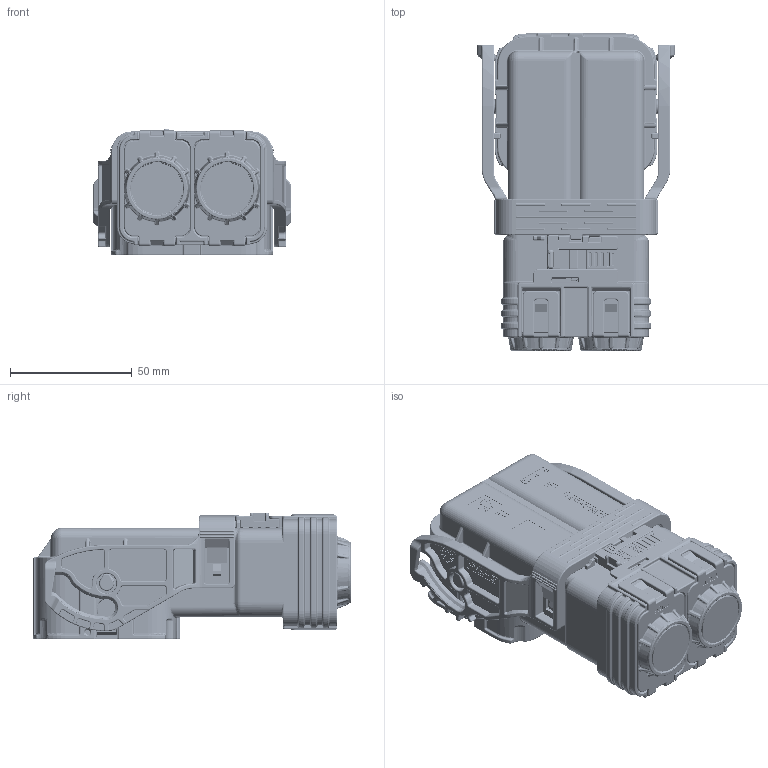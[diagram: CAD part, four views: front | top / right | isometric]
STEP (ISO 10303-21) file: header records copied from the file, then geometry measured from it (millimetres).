
FILE_DESCRIPTION (( 'STEP AP214' ), '1' );
FILE_NAME ('YGEV6-P2PWHA 脣芛(諦誧杅耀).STEP', '2025-06-26T03:52:53', ( 'China' ), ( 'Microsoft' ), 'SwSTEP 2.0', 'SolidWorks 2023', '' );
FILE_SCHEMA (( 'AUTOMOTIVE_DESIGN' ));
Length unit declared in the file: millimetre
Products named in the file (1): YGEV6-P2PWHA 插头(客户数模)
Bounding box: 81.3 x 130.5 x 52.2 mm (x, y, z)
Volume: 289229.4 mm3; surface area: 100709.3 mm2
Topology: 1 solids, 11 shells, 7949 faces, 20353 edges, 12204 vertices
Faces by surface type: plane 3186, cylinder 2389, bspline 1022, torus 762, sphere 344, cone 246
Full cylindrical faces by diameter (mm): 6 x2, 8 x2, 8.2 x2, 20.9 x2, 21.7 x2, 25.484 x2
Entity records: 366756 total; most frequent: CARTESIAN_POINT 96397, ORIENTED_EDGE 39938, DIRECTION 36422, EDGE_CURVE 19969, AXIS2_PLACEMENT_3D 12608, VERTEX_POINT 12181, VECTOR 11206, LINE 11206
